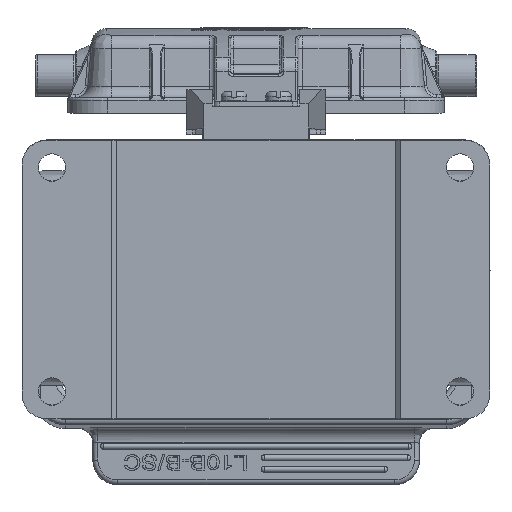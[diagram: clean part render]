
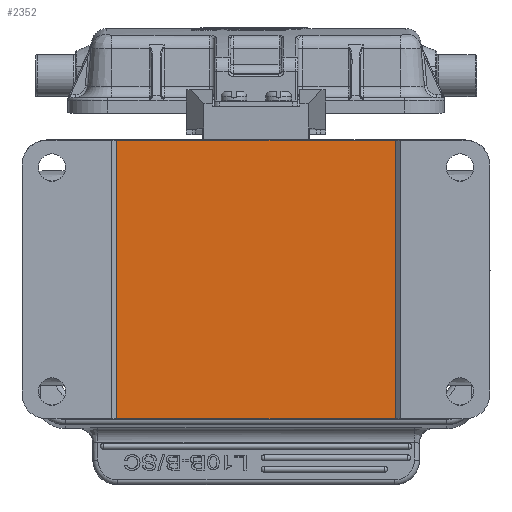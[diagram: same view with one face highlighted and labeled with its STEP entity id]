
A CAD part, front view. The second image highlights one B-rep face of the part: STEP entity #2352.
In plain terms, the highlighted planar face has unit normal (0, -1, -0.009).
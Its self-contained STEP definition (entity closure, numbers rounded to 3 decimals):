
#1300=PLANE('',#40038);
#2352=ADVANCED_FACE('',(#5595),#1300,.F.);
#5595=FACE_OUTER_BOUND('',#7785,.T.);
#7785=EDGE_LOOP('',(#17828,#17829,#17830,#17831));
#11516=LINE('',#69884,#13688);
#11517=LINE('',#69887,#13689);
#11518=LINE('',#69889,#13690);
#11519=LINE('',#69891,#13691);
#13688=VECTOR('',#44544,1.);
#13689=VECTOR('',#44545,1.);
#13690=VECTOR('',#44546,1.);
#13691=VECTOR('',#44547,1.);
#17828=ORIENTED_EDGE('',*,*,#32317,.F.);
#17829=ORIENTED_EDGE('',*,*,#32318,.F.);
#17830=ORIENTED_EDGE('',*,*,#32319,.T.);
#17831=ORIENTED_EDGE('',*,*,#32320,.F.);
#28117=VERTEX_POINT('',#69885);
#28118=VERTEX_POINT('',#69886);
#28119=VERTEX_POINT('',#69888);
#28120=VERTEX_POINT('',#69890);
#32317=EDGE_CURVE('',#28117,#28118,#11516,.T.);
#32318=EDGE_CURVE('',#28119,#28117,#11517,.T.);
#32319=EDGE_CURVE('',#28119,#28120,#11518,.T.);
#32320=EDGE_CURVE('',#28118,#28120,#11519,.T.);
#40038=AXIS2_PLACEMENT_3D('',#69892,#44548,#44549);
#44544=DIRECTION('',(0.,0.009,-1.));
#44545=DIRECTION('',(1.,0.,0.));
#44546=DIRECTION('',(0.,0.009,-1.));
#44547=DIRECTION('',(-1.,0.,0.));
#44548=DIRECTION('',(0.,1.,0.009));
#44549=DIRECTION('',(0.,-0.009,1.));
#69884=CARTESIAN_POINT('',(74.986,-22.285,5.854));
#69885=CARTESIAN_POINT('',(74.986,-22.285,5.854));
#69886=CARTESIAN_POINT('',(74.986,-21.796,-50.144));
#69887=CARTESIAN_POINT('',(18.986,-22.267,5.854));
#69888=CARTESIAN_POINT('',(18.986,-22.267,5.854));
#69889=CARTESIAN_POINT('',(18.986,-22.267,5.854));
#69890=CARTESIAN_POINT('',(18.986,-21.779,-50.144));
#69891=CARTESIAN_POINT('',(74.986,-21.796,-50.144));
#69892=CARTESIAN_POINT('',(46.986,-22.032,-22.145));
